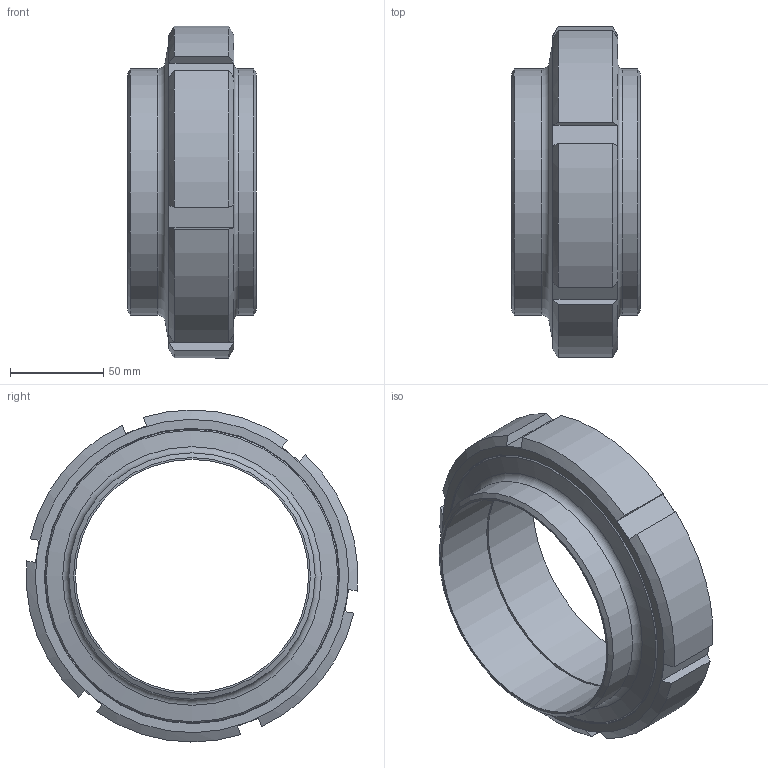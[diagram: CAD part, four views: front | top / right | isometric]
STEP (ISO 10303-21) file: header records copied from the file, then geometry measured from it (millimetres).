
FILE_DESCRIPTION(/* description */ (''),/* implementation_level */ '2;1');
FILE_NAME(/* name */ '20122125000.stp',/* time_stamp */ '2016-03-04T07:54:36+01:00',/* author */ ('Struska'),/* organization */ ('BUPOSPOL'),/* preprocessor_version */ 'ST-DEVELOPER v15.6',/* originating_system */ 'Autodesk Inventor 2015',/* authorisation */ '');
FILE_SCHEMA (('CONFIG_CONTROL_DESIGN'));
Length unit declared in the file: millimetre
Products named in the file (1): 20122125000
Bounding box: 69 x 177.67 x 178 mm (x, y, z)
Volume: 452233.7 mm3; surface area: 118871.7 mm2
Topology: 1 solids, 1 shells, 68 faces, 154 edges, 95 vertices
Faces by surface type: plane 27, cone 21, cylinder 17, torus 3
Full cylindrical faces by diameter (mm): 125 x2, 130 x1, 130.922 x1, 132 x2, 137 x1, 138 x1, 141.8 x1, 154.285 x1, 160 x1
Entity records: 1793 total; most frequent: CARTESIAN_POINT 383, DIRECTION 272, ORIENTED_EDGE 254, EDGE_CURVE 127, AXIS2_PLACEMENT_3D 124, EDGE_LOOP 100, VERTEX_POINT 91, STYLED_ITEM 69
